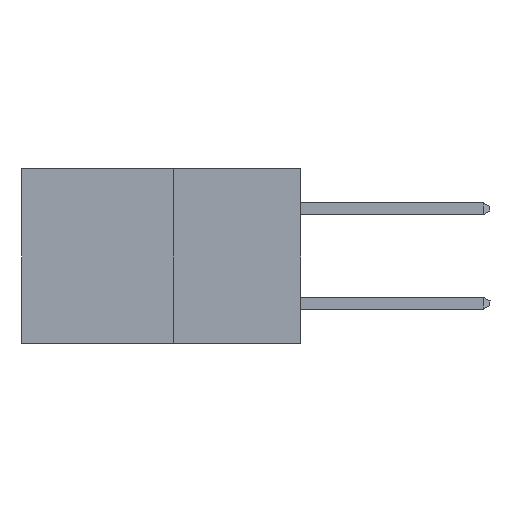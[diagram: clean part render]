
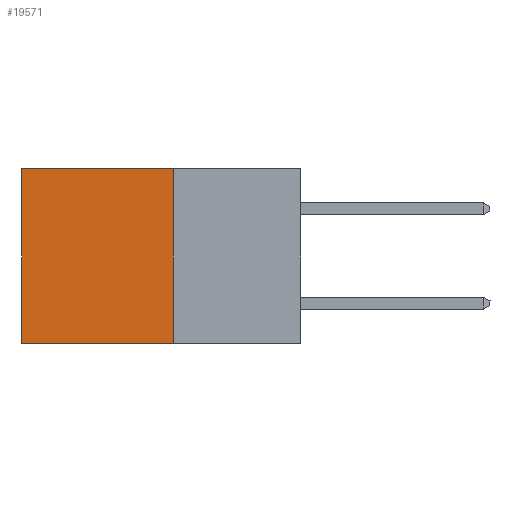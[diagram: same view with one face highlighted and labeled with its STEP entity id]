
A CAD part, left-side view. The second image highlights one B-rep face of the part: STEP entity #19571.
In plain terms, the highlighted planar face has unit normal (-1, 0, 0).
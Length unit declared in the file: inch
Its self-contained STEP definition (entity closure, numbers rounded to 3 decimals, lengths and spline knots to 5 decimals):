
#31 = LINE ( 'NONE', #11681, #13130 ) ;
#1145 = FACE_OUTER_BOUND ( 'NONE', #13076, .T. ) ;
#1281 = VERTEX_POINT ( 'NONE', #3917 ) ;
#1562 = CARTESIAN_POINT ( 'NONE',  ( 0.277, 0.27, -0.37 ) ) ;
#2745 = VECTOR ( 'NONE', #19684, 39.37008 ) ;
#3917 = CARTESIAN_POINT ( 'NONE',  ( 0.277, 0.27, 0. ) ) ;
#4586 = ORIENTED_EDGE ( 'NONE', *, *, #14055, .F. ) ;
#4898 = VERTEX_POINT ( 'NONE', #11805 ) ;
#5241 = CARTESIAN_POINT ( 'NONE',  ( 0.277, 0.27, 0. ) ) ;
#5519 = VECTOR ( 'NONE', #10091, 39.37008 ) ;
#5535 = ORIENTED_EDGE ( 'NONE', *, *, #17293, .T. ) ;
#5771 = VERTEX_POINT ( 'NONE', #18050 ) ;
#6088 = EDGE_CURVE ( 'NONE', #4898, #5771, #14189, .T. ) ;
#6203 = DIRECTION ( 'NONE',  ( 1., 0., 0. ) ) ;
#8737 = AXIS2_PLACEMENT_3D ( 'NONE', #15859, #6203, #17408 ) ;
#10091 = DIRECTION ( 'NONE',  ( 0., 0., -1. ) ) ;
#10225 = ORIENTED_EDGE ( 'NONE', *, *, #6088, .T. ) ;
#10689 = EDGE_CURVE ( 'NONE', #15862, #5771, #31, .T. ) ;
#10772 = VECTOR ( 'NONE', #12897, 39.37008 ) ;
#11564 = LINE ( 'NONE', #5241, #2745 ) ;
#11681 = CARTESIAN_POINT ( 'NONE',  ( 0.277, 0.27, -0.37 ) ) ;
#11736 = DIRECTION ( 'NONE',  ( 0., 1., 0. ) ) ;
#11805 = CARTESIAN_POINT ( 'NONE',  ( 0.277, 0.59, 0. ) ) ;
#12728 = PLANE ( 'NONE',  #8737 ) ;
#12897 = DIRECTION ( 'NONE',  ( 0., 0., -1. ) ) ;
#13076 = EDGE_LOOP ( 'NONE', ( #10225, #18997, #4586, #5535 ) ) ;
#13130 = VECTOR ( 'NONE', #11736, 39.37008 ) ;
#14055 = EDGE_CURVE ( 'NONE', #1281, #15862, #19063, .T. ) ;
#14189 = LINE ( 'NONE', #18088, #5519 ) ;
#15859 = CARTESIAN_POINT ( 'NONE',  ( 0.277, 0.27, -0.37 ) ) ;
#15862 = VERTEX_POINT ( 'NONE', #1562 ) ;
#17293 = EDGE_CURVE ( 'NONE', #1281, #4898, #11564, .T. ) ;
#17408 = DIRECTION ( 'NONE',  ( 0., 0., -1. ) ) ;
#17575 = CARTESIAN_POINT ( 'NONE',  ( 0.277, 0.27, -0.37 ) ) ;
#18050 = CARTESIAN_POINT ( 'NONE',  ( 0.277, 0.59, -0.37 ) ) ;
#18088 = CARTESIAN_POINT ( 'NONE',  ( 0.277, 0.59, -0.37 ) ) ;
#18997 = ORIENTED_EDGE ( 'NONE', *, *, #10689, .F. ) ;
#19063 = LINE ( 'NONE', #17575, #10772 ) ;
#19571 = ADVANCED_FACE ( 'NONE', ( #1145 ), #12728, .F. ) ;
#19684 = DIRECTION ( 'NONE',  ( 0., 1., 0. ) ) ;
